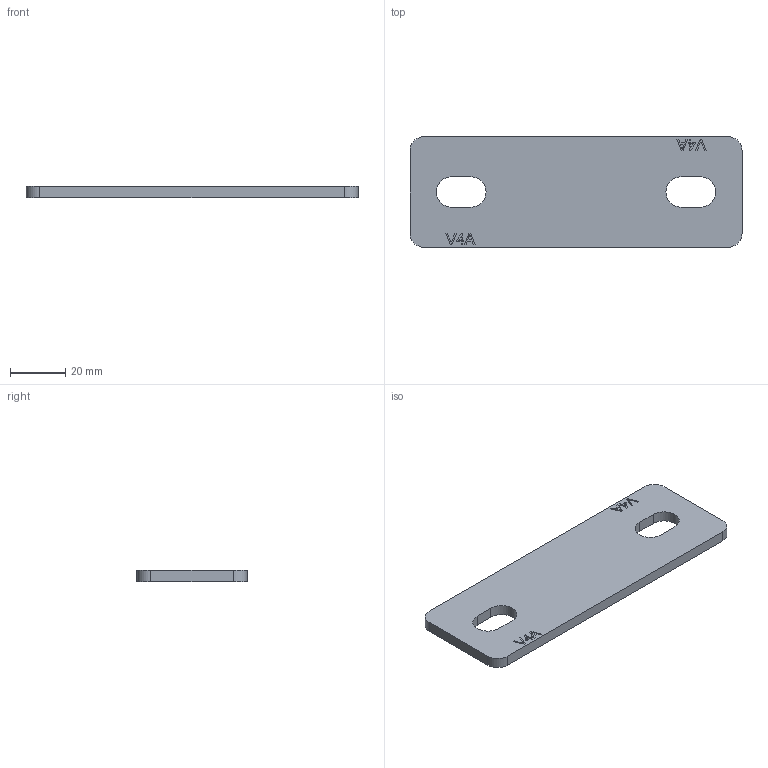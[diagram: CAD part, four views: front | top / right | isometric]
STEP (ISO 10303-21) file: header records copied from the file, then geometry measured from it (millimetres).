
FILE_DESCRIPTION (( 'STEP AP203' ), '1' );
FILE_NAME ('51.882.1.STEP', '2024-03-25T15:12:59', ( '' ), ( '' ), 'SwSTEP 2.0', 'SolidWorks 2023', '' );
FILE_SCHEMA (( 'CONFIG_CONTROL_DESIGN' ));
Length unit declared in the file: millimetre
Products named in the file (1): 51.882.1
Bounding box: 120 x 40 x 4 mm (x, y, z)
Volume: 17732.4 mm3; surface area: 10524.9 mm2
Topology: 1 solids, 1 shells, 102 faces, 270 edges, 180 vertices
Faces by surface type: plane 84, cylinder 10, bspline 8
Entity records: 3359 total; most frequent: CARTESIAN_POINT 769, ORIENTED_EDGE 540, DIRECTION 464, EDGE_CURVE 270, VECTOR 234, LINE 234, VERTEX_POINT 180, EDGE_LOOP 116
